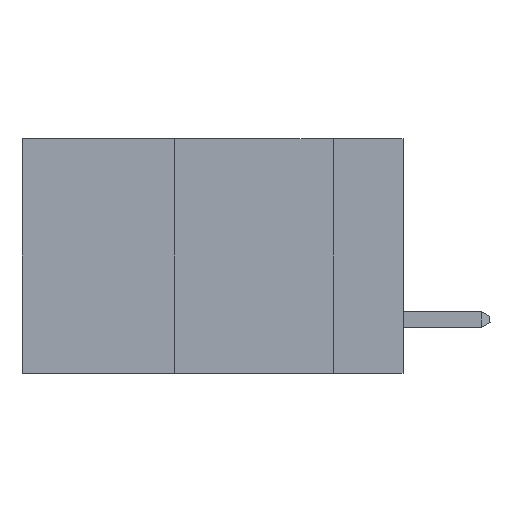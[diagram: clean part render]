
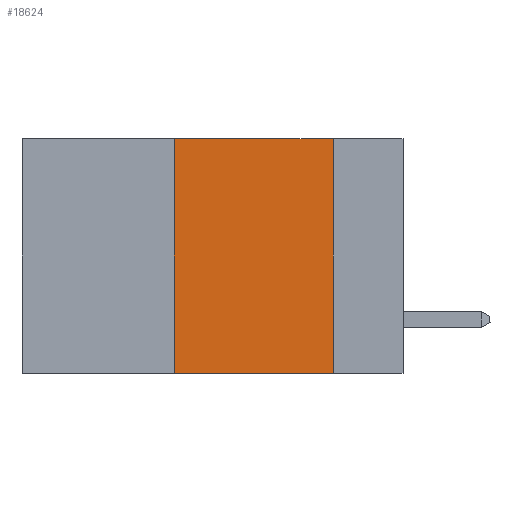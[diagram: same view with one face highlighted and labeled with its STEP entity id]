
A CAD part, left-side view. The second image highlights one B-rep face of the part: STEP entity #18624.
In plain terms, the highlighted planar face has unit normal (-1, 0, 0).
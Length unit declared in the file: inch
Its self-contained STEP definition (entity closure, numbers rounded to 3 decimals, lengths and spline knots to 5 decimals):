
#380 = CARTESIAN_POINT ( 'NONE',  ( 0., 0.11, 0. ) ) ;
#1806 = DIRECTION ( 'NONE',  ( 0., 0., -1. ) ) ;
#3265 = CARTESIAN_POINT ( 'NONE',  ( 0., 0.6, 0. ) ) ;
#3975 = ORIENTED_EDGE ( 'NONE', *, *, #31266, .F. ) ;
#4272 = LINE ( 'NONE', #27932, #9577 ) ;
#5507 = CARTESIAN_POINT ( 'NONE',  ( 0., 0.6, 0. ) ) ;
#6921 = VECTOR ( 'NONE', #37791, 39.37008 ) ;
#7562 = CARTESIAN_POINT ( 'NONE',  ( 0., 0.36, 0. ) ) ;
#7661 = LINE ( 'NONE', #5507, #25398 ) ;
#7685 = VERTEX_POINT ( 'NONE', #35925 ) ;
#8738 = VERTEX_POINT ( 'NONE', #32138 ) ;
#9088 = VECTOR ( 'NONE', #1806, 39.37008 ) ;
#9553 = EDGE_CURVE ( 'NONE', #7685, #11690, #4272, .T. ) ;
#9577 = VECTOR ( 'NONE', #19641, 39.37008 ) ;
#9596 = EDGE_CURVE ( 'NONE', #8738, #11699, #7661, .T. ) ;
#9670 = DIRECTION ( 'NONE',  ( 0., -1., 0. ) ) ;
#11690 = VERTEX_POINT ( 'NONE', #24703 ) ;
#11699 = VERTEX_POINT ( 'NONE', #380 ) ;
#12538 = DIRECTION ( 'NONE',  ( 0., 0., -1. ) ) ;
#15119 = ORIENTED_EDGE ( 'NONE', *, *, #9596, .F. ) ;
#16509 = AXIS2_PLACEMENT_3D ( 'NONE', #3265, #24740, #12538 ) ;
#18624 = ADVANCED_FACE ( 'NONE', ( #30124 ), #36618, .F. ) ;
#19641 = DIRECTION ( 'NONE',  ( 0., -1., 0. ) ) ;
#24015 = EDGE_CURVE ( 'NONE', #11699, #11690, #33493, .T. ) ;
#24703 = CARTESIAN_POINT ( 'NONE',  ( 0., 0.11, -0.37 ) ) ;
#24740 = DIRECTION ( 'NONE',  ( 1., 0., 0. ) ) ;
#25398 = VECTOR ( 'NONE', #9670, 39.37008 ) ;
#27932 = CARTESIAN_POINT ( 'NONE',  ( 0., 0.6, -0.37 ) ) ;
#28823 = ORIENTED_EDGE ( 'NONE', *, *, #9553, .T. ) ;
#30124 = FACE_OUTER_BOUND ( 'NONE', #39131, .T. ) ;
#30223 = LINE ( 'NONE', #7562, #6921 ) ;
#31266 = EDGE_CURVE ( 'NONE', #7685, #8738, #30223, .T. ) ;
#32138 = CARTESIAN_POINT ( 'NONE',  ( 0., 0.36, 0. ) ) ;
#33493 = LINE ( 'NONE', #38130, #9088 ) ;
#35925 = CARTESIAN_POINT ( 'NONE',  ( 0., 0.36, -0.37 ) ) ;
#36618 = PLANE ( 'NONE',  #16509 ) ;
#37414 = ORIENTED_EDGE ( 'NONE', *, *, #24015, .F. ) ;
#37791 = DIRECTION ( 'NONE',  ( 0., 0., 1. ) ) ;
#38130 = CARTESIAN_POINT ( 'NONE',  ( 0., 0.11, 0. ) ) ;
#39131 = EDGE_LOOP ( 'NONE', ( #37414, #15119, #3975, #28823 ) ) ;
